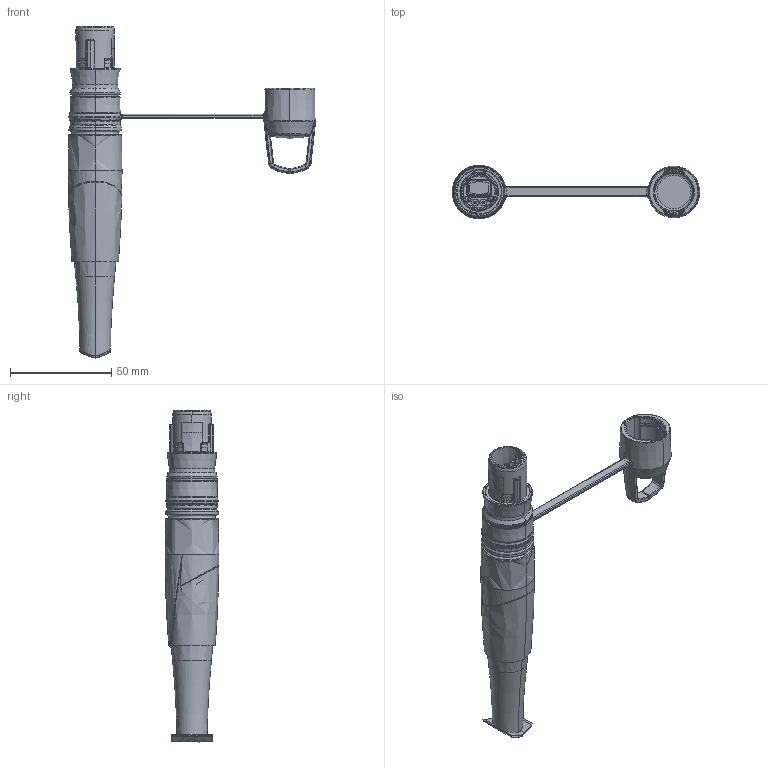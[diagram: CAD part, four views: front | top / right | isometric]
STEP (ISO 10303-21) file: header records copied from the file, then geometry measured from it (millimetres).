
FILE_DESCRIPTION((''),'2;1');
FILE_NAME('NO16M-XP','2022-01-10T13:53:13',('man'),(''),'CREO PARAMETRIC BY PTC INC, 2021184','CREO PARAMETRIC BY PTC INC, 2021184','');
FILE_SCHEMA(('CONFIG_CONTROL_DESIGN'));
Products named in the file (1): NO16M-XP
Bounding box: 122 x 26.5 x 163.74 mm (x, y, z)
Volume: 65188.4 mm3; surface area: 25041.5 mm2
Topology: 1 solids, 11 shells, 1412 faces, 3381 edges, 1995 vertices
Faces by surface type: bspline 500, cylinder 300, plane 221, torus 165, cone 109, sphere 107, extrusion 10
Entity records: 59728 total; most frequent: CARTESIAN_POINT 30866, ORIENTED_EDGE 6692, DIRECTION 5120, EDGE_CURVE 3371, AXIS2_PLACEMENT_3D 2172, VERTEX_POINT 1995, EDGE_LOOP 1440, FACE_OUTER_BOUND 1412
